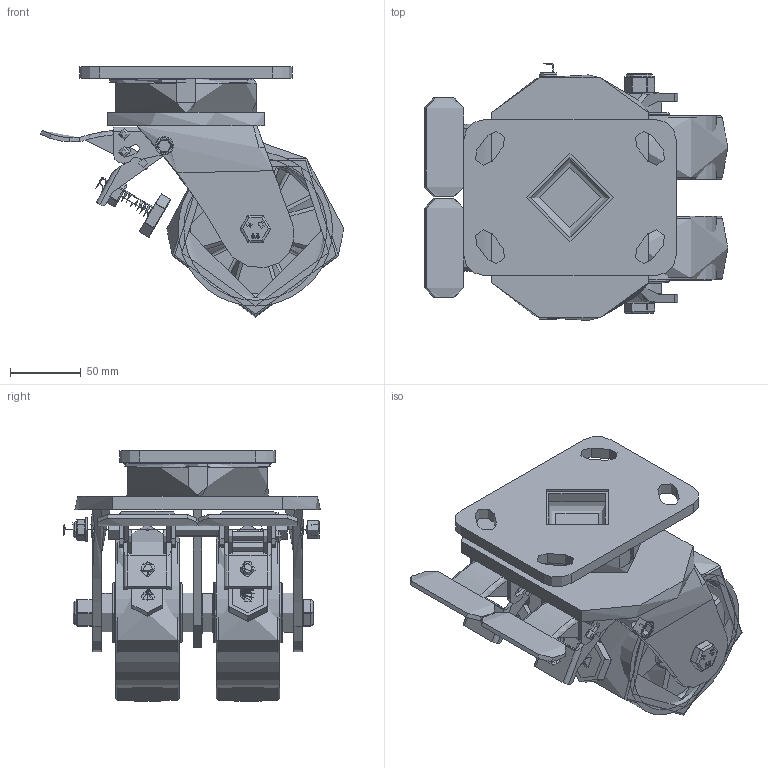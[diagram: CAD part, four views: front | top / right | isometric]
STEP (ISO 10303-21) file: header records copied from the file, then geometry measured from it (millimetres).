
FILE_DESCRIPTION(/* description */ ('','CAx-IF Rec.Pracs.---Representation and Presentation of Product Manufacturing Information (PMI)---4.0---2014-10-13'),/* implementation_level */ '2;1');
FILE_NAME(/* name */ '2BZK125XPNBDBR.step',/* time_stamp */ '2024-11-28T15:33:39Z',/* author */ (''),/* organization */ (''),/* preprocessor_version */ 'ST-DEVELOPER v20',/* originating_system */ 'Autodesk Translation Framework v13.20.0.188',/* authorisation */ '');
FILE_SCHEMA (('AP242_MANAGED_MODEL_BASED_3D_ENGINEERING_MIM_LF { 1 0 10303 442 1 1 4 }'));
Products named in the file (58): 2BZK125XPNBDBR; BZXH125WPNRB v1; POLYURETHANE TYRE; NYLON RIM; NYLON RIM Geometry; CAP; ROLLER BEARING; CAGE; Pattern; Component2; BZXH125WPNRB v1 (1); POLYURETHANE TYRE (1); NYLON RIM (1); NYLON RIM Geometry (1); CAP (1); ROLLER BEARING (1); CAGE (1); Pattern (1); Component2 (1); TUBEM20X65X12 v1; ZINC PLATED STEEL TUBE; TUBEM20X65X12 v1 (1); ZINC PLATED STEEL TUBE (1); WM20X32X8 v1; ZINC PLATED WASHER; WM20X32X8 v1 (1); ZINC PLATED WASHER (1); WM20X32X8 v1 (2); ZINC PLATED WASHER (2); WM20X32X8 v1 (3); ZINC PLATED WASHER (3); BOLTM12X160Z8.8 v2; GRADE 8.8 ZINC PLATED BOLT; NYLOCM12Z14MM v1; NYLOC NUT; NUT (1); RUBBER (1); 2BZK125ASDBR v2; FABRICATED STEEL TOP PLATE (1); FABRICATED STEEL FORKS (1) ...
Assembly tree (75 placements, depth 5):
  2BZK125XPNBDBR
    BZXH125WPNRB v1
      POLYURETHANE TYRE
      NYLON RIM
        NYLON RIM Geometry
        CAP
      ROLLER BEARING
        CAGE
        Pattern
          Component2  x10
    BZXH125WPNRB v1 (1)
      POLYURETHANE TYRE (1)
      NYLON RIM (1)
        NYLON RIM Geometry (1)
        CAP (1)
      ROLLER BEARING (1)
        CAGE (1)
        Pattern (1)
          Component2 (1)  x10
    TUBEM20X65X12 v1
      ZINC PLATED STEEL TUBE
    TUBEM20X65X12 v1 (1)
      ZINC PLATED STEEL TUBE (1)
    WM20X32X8 v1
      ZINC PLATED WASHER
    WM20X32X8 v1 (1)
      ZINC PLATED WASHER (1)
    WM20X32X8 v1 (2)
      ZINC PLATED WASHER (2)
    WM20X32X8 v1 (3)
      ZINC PLATED WASHER (3)
    BOLTM12X160Z8.8 v2
      GRADE 8.8 ZINC PLATED BOLT
    NYLOCM12Z14MM v1
      NYLOC NUT
        NUT (1)
        RUBBER (1)
    2BZK125ASDBR v2
      FABRICATED STEEL TOP PLATE (1)
      FABRICATED STEEL FORKS (1)
      FABRICATED STEEL BRAKE (1)
        BRAKE PART 1 (1)
        BRAKE PAD (1)
        BRAKE PART 2 (1)
        BRAKE PART 3 (1)
        BRAKE BOLT (1)
        RUBBER (2)
        NUT (2)
        BOLT (1)
        SPACER (1)
        NUT2 (1)
        CONNECTORS (1)
        FABRICATED STEEL BRAKE2 (1)
          BRAKE PART 12 (1)
          BRAKE PAD2 (1)
          BRAKE PART 22 (1)
          BRAKE PART 32 (1)
          BRAKE BOLT2 (1)
Bounding box: 214.5 x 181.48 x 176.9 mm (x, y, z)
Volume: 1315954.4 mm3; surface area: 458423.9 mm2
Topology: 62 solids, 62 shells, 1881 faces, 4718 edges, 2938 vertices
Faces by surface type: cylinder 842, plane 539, bspline 280, sphere 112, torus 96, cone 12
Full cylindrical faces by diameter (mm): 4 x9, 4.5 x1, 5 x20, 6 x18, 6.446 x58, 7.866 x97, 8 x17, 8.141 x54, 8.5 x1, 9 x1, 9.836 x22, 9.85 x54, 10 x3, 11.834 x22, 12 x6, 12.3 x2, 13 x4, 14 x4, 17 x1, 17.75 x1, 18.5 x1, 19.9 x2, 20 x2, 20.5 x2, 21 x6, 29.5 x2, 30 x2, 32 x4, 32.5 x4, 42.5 x4
Entity records: 150417 total; most frequent: CARTESIAN_POINT 106903, ORIENTED_EDGE 9304, DIRECTION 8019, EDGE_CURVE 4652, AXIS2_PLACEMENT_3D 3108, VERTEX_POINT 2902, EDGE_LOOP 1994, FACE_OUTER_BOUND 1827
